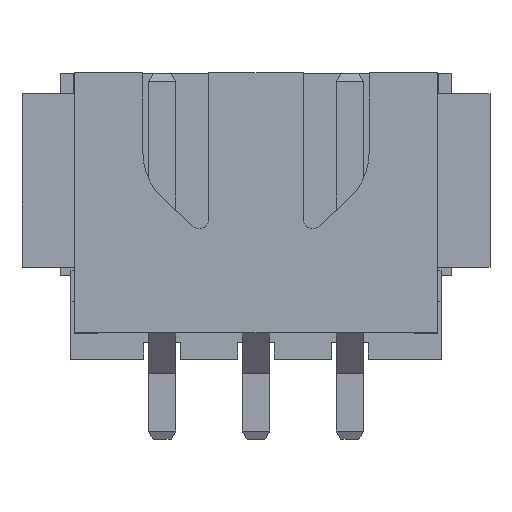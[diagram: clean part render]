
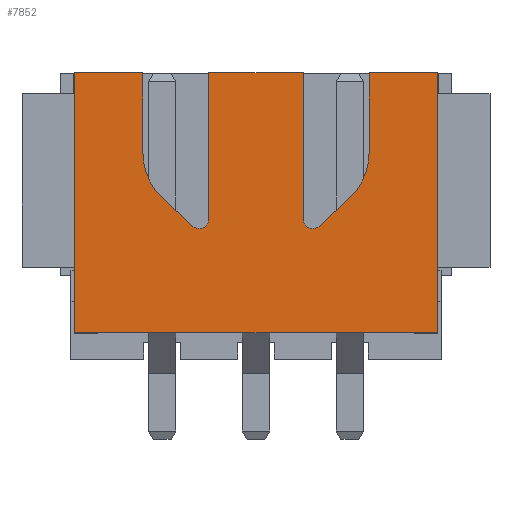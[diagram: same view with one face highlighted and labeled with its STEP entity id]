
A CAD part, top view. The second image highlights one B-rep face of the part: STEP entity #7852.
In plain terms, the highlighted planar face has unit normal (0, 0, 1).
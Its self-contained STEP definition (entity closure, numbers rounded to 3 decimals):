
#352=CIRCLE('',#8212,1.651);
#353=CIRCLE('',#8213,0.254);
#354=CIRCLE('',#8214,0.254);
#355=CIRCLE('',#8215,1.651);
#364=ORIENTED_EDGE('',*,*,#2024,.F.);
#365=ORIENTED_EDGE('',*,*,#2025,.T.);
#366=ORIENTED_EDGE('',*,*,#2026,.F.);
#367=ORIENTED_EDGE('',*,*,#2027,.T.);
#368=ORIENTED_EDGE('',*,*,#2028,.F.);
#369=ORIENTED_EDGE('',*,*,#2023,.T.);
#370=ORIENTED_EDGE('',*,*,#2029,.F.);
#371=ORIENTED_EDGE('',*,*,#2030,.T.);
#372=ORIENTED_EDGE('',*,*,#2031,.F.);
#373=ORIENTED_EDGE('',*,*,#2032,.T.);
#374=ORIENTED_EDGE('',*,*,#2033,.F.);
#375=ORIENTED_EDGE('',*,*,#2034,.T.);
#376=ORIENTED_EDGE('',*,*,#2035,.F.);
#377=ORIENTED_EDGE('',*,*,#2036,.F.);
#378=ORIENTED_EDGE('',*,*,#2037,.T.);
#379=ORIENTED_EDGE('',*,*,#2038,.T.);
#2023=EDGE_CURVE('',#2851,#2853,#3401,.T.);
#2024=EDGE_CURVE('',#2854,#2855,#3402,.T.);
#2025=EDGE_CURVE('',#2854,#2856,#352,.T.);
#2026=EDGE_CURVE('',#2857,#2856,#3403,.T.);
#2027=EDGE_CURVE('',#2857,#2858,#353,.T.);
#2028=EDGE_CURVE('',#2851,#2858,#3404,.T.);
#2029=EDGE_CURVE('',#2859,#2853,#3405,.T.);
#2030=EDGE_CURVE('',#2859,#2860,#354,.T.);
#2031=EDGE_CURVE('',#2861,#2860,#3406,.T.);
#2032=EDGE_CURVE('',#2861,#2862,#355,.T.);
#2033=EDGE_CURVE('',#2863,#2862,#3407,.T.);
#2034=EDGE_CURVE('',#2863,#2864,#3408,.T.);
#2035=EDGE_CURVE('',#2865,#2864,#3409,.T.);
#2036=EDGE_CURVE('',#2866,#2865,#3410,.T.);
#2037=EDGE_CURVE('',#2866,#2867,#3411,.T.);
#2038=EDGE_CURVE('',#2867,#2855,#3412,.T.);
#2851=VERTEX_POINT('',#9678);
#2853=VERTEX_POINT('',#9682);
#2854=VERTEX_POINT('',#9686);
#2855=VERTEX_POINT('',#9687);
#2856=VERTEX_POINT('',#9689);
#2857=VERTEX_POINT('',#9691);
#2858=VERTEX_POINT('',#9693);
#2859=VERTEX_POINT('',#9696);
#2860=VERTEX_POINT('',#9698);
#2861=VERTEX_POINT('',#9700);
#2862=VERTEX_POINT('',#9702);
#2863=VERTEX_POINT('',#9704);
#2864=VERTEX_POINT('',#9706);
#2865=VERTEX_POINT('',#9708);
#2866=VERTEX_POINT('',#9710);
#2867=VERTEX_POINT('',#9712);
#3401=LINE('',#9683,#3957);
#3402=LINE('',#9685,#3958);
#3403=LINE('',#9690,#3959);
#3404=LINE('',#9694,#3960);
#3405=LINE('',#9695,#3961);
#3406=LINE('',#9699,#3962);
#3407=LINE('',#9703,#3963);
#3408=LINE('',#9705,#3964);
#3409=LINE('',#9707,#3965);
#3410=LINE('',#9709,#3966);
#3411=LINE('',#9711,#3967);
#3412=LINE('',#9713,#3968);
#3957=VECTOR('',#8519,1000.);
#3958=VECTOR('',#8522,1000.);
#3959=VECTOR('',#8525,1000.);
#3960=VECTOR('',#8528,1000.);
#3961=VECTOR('',#8529,1000.);
#3962=VECTOR('',#8532,1000.);
#3963=VECTOR('',#8535,1000.);
#3964=VECTOR('',#8536,1000.);
#3965=VECTOR('',#8537,1000.);
#3966=VECTOR('',#8538,1000.);
#3967=VECTOR('',#8539,1000.);
#3968=VECTOR('',#8540,1000.);
#4511=EDGE_LOOP('',(#364,#365,#366,#367,#368,#369,#370,#371,#372,#373,#374,
#375,#376,#377,#378,#379));
#4867=FACE_BOUND('',#4511,.T.);
#5223=PLANE('',#8211);
#7852=ADVANCED_FACE('',(#4867),#5223,.F.);
#8211=AXIS2_PLACEMENT_3D('',#9684,#8520,#8521);
#8212=AXIS2_PLACEMENT_3D('',#9688,#8523,#8524);
#8213=AXIS2_PLACEMENT_3D('',#9692,#8526,#8527);
#8214=AXIS2_PLACEMENT_3D('',#9697,#8530,#8531);
#8215=AXIS2_PLACEMENT_3D('',#9701,#8533,#8534);
#8519=DIRECTION('',(-1.,0.,0.));
#8520=DIRECTION('',(0.,0.,-1.));
#8521=DIRECTION('',(-1.,0.,0.));
#8522=DIRECTION('',(0.,1.,0.));
#8523=DIRECTION('',(0.,0.,-1.));
#8524=DIRECTION('',(-1.,0.,0.));
#8525=DIRECTION('',(0.732,0.681,0.));
#8526=DIRECTION('',(0.,0.,-1.));
#8527=DIRECTION('',(-1.,0.,0.));
#8528=DIRECTION('',(0.,-1.,0.));
#8529=DIRECTION('',(0.,1.,0.));
#8530=DIRECTION('',(0.,0.,-1.));
#8531=DIRECTION('',(-1.,0.,0.));
#8532=DIRECTION('',(0.732,-0.681,0.));
#8533=DIRECTION('',(0.,0.,-1.));
#8534=DIRECTION('',(-1.,0.,0.));
#8535=DIRECTION('',(0.,-1.,0.));
#8536=DIRECTION('',(-1.,0.,0.));
#8537=DIRECTION('',(0.,1.,0.));
#8538=DIRECTION('',(-1.,0.,0.));
#8539=DIRECTION('',(0.,1.,0.));
#8540=DIRECTION('',(-1.,0.,0.));
#9678=CARTESIAN_POINT('',(1.283,9.906,5.918));
#9682=CARTESIAN_POINT('',(-1.283,9.906,5.918));
#9683=CARTESIAN_POINT('',(4.915,9.906,5.918));
#9684=CARTESIAN_POINT('',(4.915,2.87,5.918));
#9685=CARTESIAN_POINT('',(3.061,7.014,5.918));
#9686=CARTESIAN_POINT('',(3.061,7.733,5.918));
#9687=CARTESIAN_POINT('',(3.061,9.906,5.918));
#9688=CARTESIAN_POINT('',(1.41,7.733,5.918));
#9689=CARTESIAN_POINT('',(2.534,6.524,5.918));
#9690=CARTESIAN_POINT('',(1.283,5.359,5.918));
#9691=CARTESIAN_POINT('',(1.71,5.757,5.918));
#9692=CARTESIAN_POINT('',(1.537,5.943,5.918));
#9693=CARTESIAN_POINT('',(1.283,5.943,5.918));
#9694=CARTESIAN_POINT('',(1.283,9.906,5.918));
#9695=CARTESIAN_POINT('',(-1.283,5.359,5.918));
#9696=CARTESIAN_POINT('',(-1.283,5.943,5.918));
#9697=CARTESIAN_POINT('',(-1.537,5.943,5.918));
#9698=CARTESIAN_POINT('',(-1.71,5.757,5.918));
#9699=CARTESIAN_POINT('',(-3.061,7.014,5.918));
#9700=CARTESIAN_POINT('',(-2.534,6.524,5.918));
#9701=CARTESIAN_POINT('',(-1.41,7.733,5.918));
#9702=CARTESIAN_POINT('',(-3.061,7.733,5.918));
#9703=CARTESIAN_POINT('',(-3.061,9.906,5.918));
#9704=CARTESIAN_POINT('',(-3.061,9.906,5.918));
#9705=CARTESIAN_POINT('',(4.915,9.906,5.918));
#9706=CARTESIAN_POINT('',(-4.915,9.906,5.918));
#9707=CARTESIAN_POINT('',(-4.915,2.87,5.918));
#9708=CARTESIAN_POINT('',(-4.915,2.87,5.918));
#9709=CARTESIAN_POINT('',(4.915,2.87,5.918));
#9710=CARTESIAN_POINT('',(4.915,2.87,5.918));
#9711=CARTESIAN_POINT('',(4.915,2.87,5.918));
#9712=CARTESIAN_POINT('',(4.915,9.906,5.918));
#9713=CARTESIAN_POINT('',(4.915,9.906,5.918));
